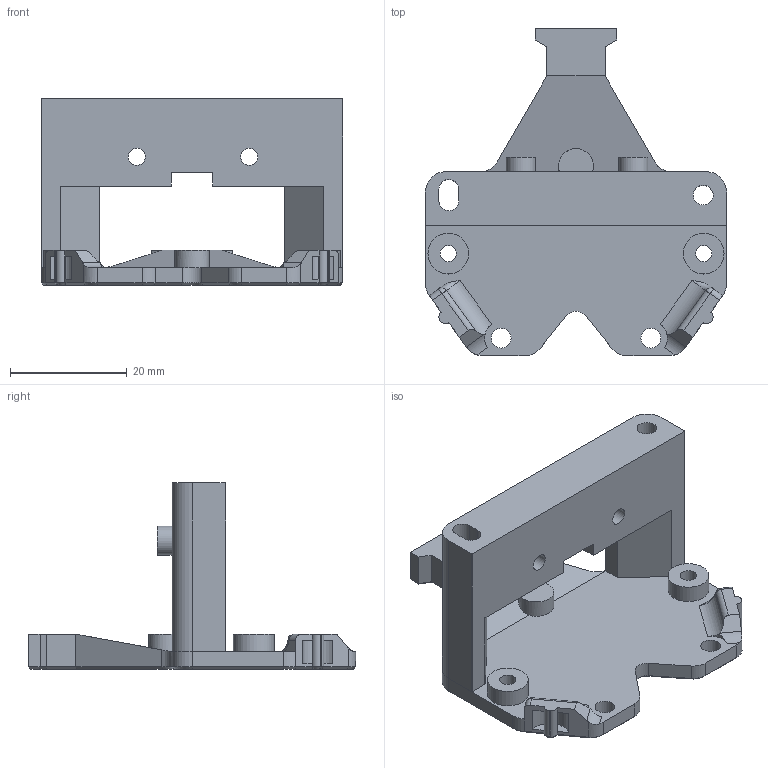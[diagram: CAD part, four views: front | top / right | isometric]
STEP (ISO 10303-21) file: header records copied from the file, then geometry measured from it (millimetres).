
FILE_DESCRIPTION(/* description */ (''),/* implementation_level */ '2;1');
FILE_NAME(/* name */ 'V0.2_Toolhead_PCB_Mount v7.step',/* time_stamp */ '2024-02-15T21:25:27+01:00',/* author */ (''),/* organization */ (''),/* preprocessor_version */ 'ST-DEVELOPER v20',/* originating_system */ 'Autodesk Translation Framework v12.20.1.177',/* authorisation */ '');
FILE_SCHEMA (('AUTOMOTIVE_DESIGN { 1 0 10303 214 3 1 1 }'));
Length unit declared in the file: millimetre
Products named in the file (3): V0.2_Toolhead_PCB_Mount; Component1; Component2
Assembly tree (2 placements, depth 2):
  V0.2_Toolhead_PCB_Mount
    Component1
    Component2
Bounding box: 51.7 x 56.15 x 32 mm (x, y, z)
Volume: 14585.5 mm3; surface area: 9620 mm2
Topology: 2 solids, 2 shells, 167 faces, 422 edges, 261 vertices
Faces by surface type: plane 83, cylinder 56, cone 24, sphere 2, torus 2
Full cylindrical faces by diameter (mm): 2.8 x2, 2.9 x2, 3.2 x2, 3.4 x4, 5 x2, 6 x1, 7 x2
Entity records: 5142 total; most frequent: CARTESIAN_POINT 923, DIRECTION 899, ORIENTED_EDGE 844, EDGE_CURVE 422, AXIS2_PLACEMENT_3D 317, LINE 265, VECTOR 265, VERTEX_POINT 261
